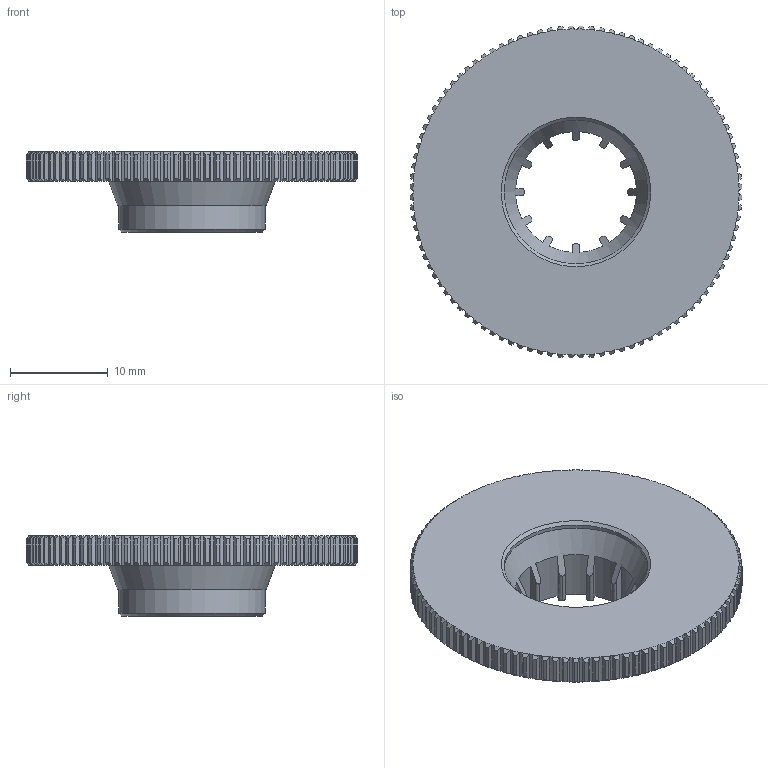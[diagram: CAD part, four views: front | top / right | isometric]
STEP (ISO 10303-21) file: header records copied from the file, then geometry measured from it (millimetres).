
FILE_DESCRIPTION(/* description */ (''),/* implementation_level */ '2;1');
FILE_NAME(/* name */ 'Focus Ring v2.step',/* time_stamp */ '2018-09-07T21:01:49+02:00',/* author */ ('Graloth'),/* organization */ (''),/* preprocessor_version */ 'ST-DEVELOPER v17.2',/* originating_system */ 'Autodesk Translation Framework v7.6.0.251',/* authorisation */ '');
FILE_SCHEMA (('AUTOMOTIVE_DESIGN { 1 0 10303 214 3 1 1 }'));
Length unit declared in the file: millimetre
Products named in the file (1): Focus Ring
Bounding box: 33.99 x 33.99 x 8.2 mm (x, y, z)
Volume: 2594.8 mm3; surface area: 2529.9 mm2
Topology: 1 solids, 1 shells, 682 faces, 2032 edges, 1354 vertices
Faces by surface type: plane 340, cone 204, cylinder 114, bspline 24
Full cylindrical faces by diameter (mm): 14.727 x1, 14.995 x1
Entity records: 23107 total; most frequent: CARTESIAN_POINT 5829, ORIENTED_EDGE 4064, DIRECTION 3300, EDGE_CURVE 2032, VERTEX_POINT 1354, LINE 1114, VECTOR 1114, AXIS2_PLACEMENT_3D 1093
